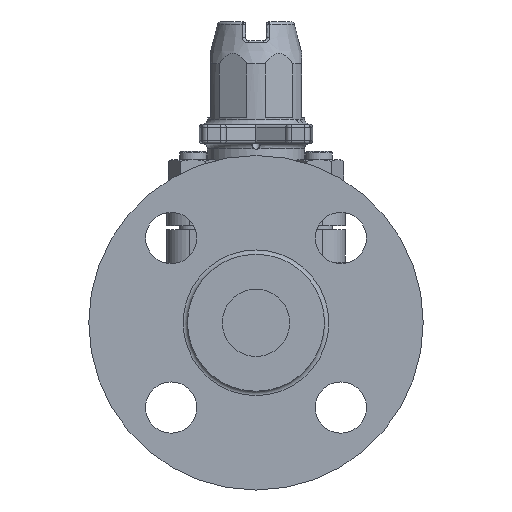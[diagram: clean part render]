
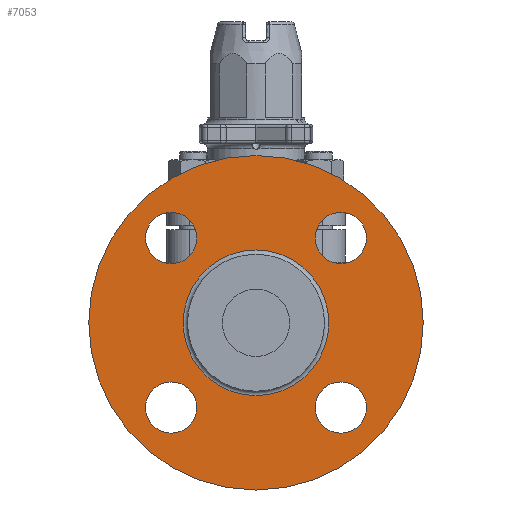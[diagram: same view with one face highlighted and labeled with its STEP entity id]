
A CAD part, left-side view. The second image highlights one B-rep face of the part: STEP entity #7053.
In plain terms, the highlighted planar face has unit normal (-1, 0, 0).
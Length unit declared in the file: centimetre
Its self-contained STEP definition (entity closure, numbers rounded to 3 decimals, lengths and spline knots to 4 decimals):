
#1173=FACE_BOUND('',#2300,.T.);
#1174=FACE_BOUND('',#2301,.T.);
#1175=FACE_BOUND('',#2302,.T.);
#1176=FACE_BOUND('',#2303,.T.);
#1177=FACE_BOUND('',#2304,.T.);
#1749=FACE_OUTER_BOUND('',#2299,.T.);
#2299=EDGE_LOOP('',(#5800));
#2300=EDGE_LOOP('',(#5801));
#2301=EDGE_LOOP('',(#5802));
#2302=EDGE_LOOP('',(#5803));
#2303=EDGE_LOOP('',(#5804));
#2304=EDGE_LOOP('',(#5805));
#2821=CIRCLE('',#7823,6.2);
#2825=CIRCLE('',#7830,2.7);
#2826=CIRCLE('',#7832,0.95);
#2827=CIRCLE('',#7833,0.95);
#2828=CIRCLE('',#7834,0.95);
#2829=CIRCLE('',#7835,0.95);
#3308=VERTEX_POINT('',#12454);
#3312=VERTEX_POINT('',#12465);
#3313=VERTEX_POINT('',#12468);
#3314=VERTEX_POINT('',#12470);
#3315=VERTEX_POINT('',#12472);
#3316=VERTEX_POINT('',#12474);
#4183=EDGE_CURVE('',#3308,#3308,#2821,.T.);
#4187=EDGE_CURVE('',#3312,#3312,#2825,.T.);
#4188=EDGE_CURVE('',#3313,#3313,#2826,.T.);
#4189=EDGE_CURVE('',#3314,#3314,#2827,.T.);
#4190=EDGE_CURVE('',#3315,#3315,#2828,.T.);
#4191=EDGE_CURVE('',#3316,#3316,#2829,.T.);
#5800=ORIENTED_EDGE('',*,*,#4183,.F.);
#5801=ORIENTED_EDGE('',*,*,#4188,.T.);
#5802=ORIENTED_EDGE('',*,*,#4189,.T.);
#5803=ORIENTED_EDGE('',*,*,#4190,.T.);
#5804=ORIENTED_EDGE('',*,*,#4191,.T.);
#5805=ORIENTED_EDGE('',*,*,#4187,.F.);
#6668=PLANE('',#7831);
#7053=ADVANCED_FACE('',(#1749,#1173,#1174,#1175,#1176,#1177),#6668,.F.);
#7823=AXIS2_PLACEMENT_3D('',#12455,#9502,#9503);
#7830=AXIS2_PLACEMENT_3D('',#12466,#9516,#9517);
#7831=AXIS2_PLACEMENT_3D('',#12467,#9518,#9519);
#7832=AXIS2_PLACEMENT_3D('',#12469,#9520,#9521);
#7833=AXIS2_PLACEMENT_3D('',#12471,#9522,#9523);
#7834=AXIS2_PLACEMENT_3D('',#12473,#9524,#9525);
#7835=AXIS2_PLACEMENT_3D('',#12475,#9526,#9527);
#9502=DIRECTION('center_axis',(1.,0.,0.));
#9503=DIRECTION('ref_axis',(0.,0.,1.));
#9516=DIRECTION('center_axis',(-1.,0.,0.));
#9517=DIRECTION('ref_axis',(0.,0.,1.));
#9518=DIRECTION('center_axis',(1.,0.,0.));
#9519=DIRECTION('ref_axis',(0.,0.,-1.));
#9520=DIRECTION('center_axis',(1.,0.,0.));
#9521=DIRECTION('ref_axis',(0.,0.,1.));
#9522=DIRECTION('center_axis',(1.,0.,0.));
#9523=DIRECTION('ref_axis',(0.,-1.,0.));
#9524=DIRECTION('center_axis',(1.,0.,0.));
#9525=DIRECTION('ref_axis',(0.,0.,-1.));
#9526=DIRECTION('center_axis',(1.,0.,0.));
#9527=DIRECTION('ref_axis',(0.,1.,0.));
#12454=CARTESIAN_POINT('',(-10.4624,-0.4906,-6.2));
#12455=CARTESIAN_POINT('Origin',(-10.4624,-0.4906,0.));
#12465=CARTESIAN_POINT('',(-10.4624,-0.4906,-2.7));
#12466=CARTESIAN_POINT('Origin',(-10.4624,-0.4906,0.));
#12467=CARTESIAN_POINT('Origin',(-10.4624,-0.4906,0.));
#12468=CARTESIAN_POINT('',(-10.4624,2.6525,2.1931));
#12469=CARTESIAN_POINT('Origin',(-10.4624,2.6525,3.1431));
#12470=CARTESIAN_POINT('',(-10.4624,-2.6836,3.1431));
#12471=CARTESIAN_POINT('Origin',(-10.4624,-3.6336,3.1431));
#12472=CARTESIAN_POINT('',(-10.4624,-3.6336,-2.1931));
#12473=CARTESIAN_POINT('Origin',(-10.4624,-3.6336,-3.1431));
#12474=CARTESIAN_POINT('',(-10.4624,1.7025,-3.1431));
#12475=CARTESIAN_POINT('Origin',(-10.4624,2.6525,-3.1431));
